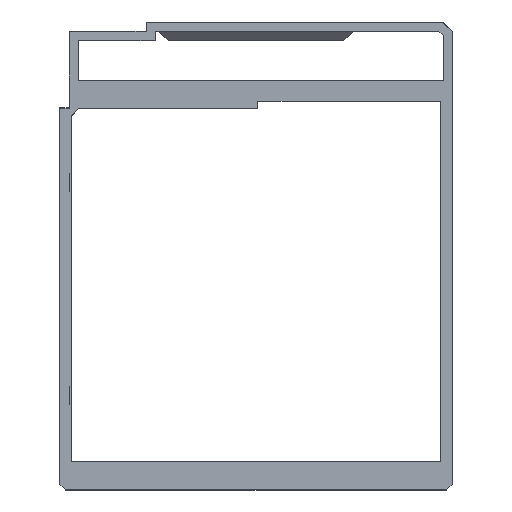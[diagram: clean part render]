
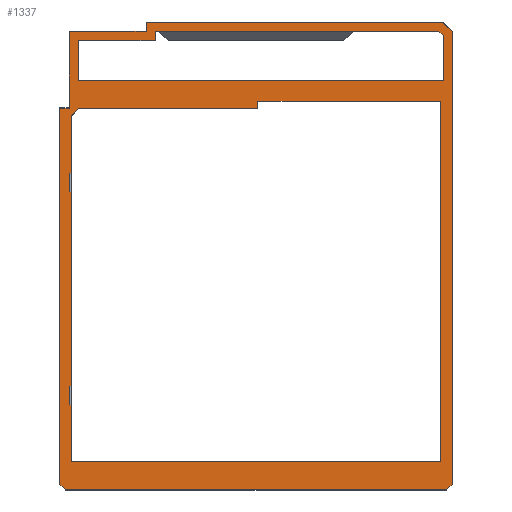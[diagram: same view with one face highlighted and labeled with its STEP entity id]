
A CAD part, top view. The second image highlights one B-rep face of the part: STEP entity #1337.
In plain terms, the highlighted planar face has unit normal (0, 0, 1).
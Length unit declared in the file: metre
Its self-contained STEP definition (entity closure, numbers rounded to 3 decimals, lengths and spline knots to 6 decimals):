
#72=ORIENTED_EDGE('',*,*,#462,.T.);
#73=ORIENTED_EDGE('',*,*,#463,.T.);
#74=ORIENTED_EDGE('',*,*,#434,.T.);
#75=ORIENTED_EDGE('',*,*,#464,.F.);
#76=ORIENTED_EDGE('',*,*,#465,.T.);
#77=ORIENTED_EDGE('',*,*,#466,.T.);
#78=ORIENTED_EDGE('',*,*,#430,.T.);
#79=ORIENTED_EDGE('',*,*,#467,.F.);
#80=ORIENTED_EDGE('',*,*,#468,.T.);
#81=ORIENTED_EDGE('',*,*,#469,.T.);
#82=ORIENTED_EDGE('',*,*,#470,.T.);
#83=ORIENTED_EDGE('',*,*,#471,.T.);
#84=ORIENTED_EDGE('',*,*,#472,.F.);
#85=ORIENTED_EDGE('',*,*,#422,.T.);
#86=ORIENTED_EDGE('',*,*,#473,.F.);
#87=ORIENTED_EDGE('',*,*,#474,.T.);
#88=ORIENTED_EDGE('',*,*,#475,.T.);
#89=ORIENTED_EDGE('',*,*,#476,.F.);
#90=ORIENTED_EDGE('',*,*,#477,.F.);
#91=ORIENTED_EDGE('',*,*,#478,.F.);
#92=ORIENTED_EDGE('',*,*,#479,.F.);
#93=ORIENTED_EDGE('',*,*,#480,.F.);
#94=ORIENTED_EDGE('',*,*,#481,.F.);
#95=ORIENTED_EDGE('',*,*,#482,.F.);
#96=ORIENTED_EDGE('',*,*,#483,.F.);
#97=ORIENTED_EDGE('',*,*,#484,.F.);
#98=ORIENTED_EDGE('',*,*,#485,.T.);
#99=ORIENTED_EDGE('',*,*,#486,.T.);
#100=ORIENTED_EDGE('',*,*,#487,.T.);
#101=ORIENTED_EDGE('',*,*,#412,.T.);
#102=ORIENTED_EDGE('',*,*,#488,.T.);
#103=ORIENTED_EDGE('',*,*,#489,.T.);
#104=ORIENTED_EDGE('',*,*,#490,.T.);
#412=EDGE_CURVE('',#610,#609,#741,.T.);
#422=EDGE_CURVE('',#620,#619,#751,.T.);
#430=EDGE_CURVE('',#628,#627,#759,.T.);
#434=EDGE_CURVE('',#616,#631,#763,.T.);
#462=EDGE_CURVE('',#655,#656,#791,.T.);
#463=EDGE_CURVE('',#656,#616,#792,.T.);
#464=EDGE_CURVE('',#657,#631,#793,.T.);
#465=EDGE_CURVE('',#657,#658,#794,.T.);
#466=EDGE_CURVE('',#658,#628,#795,.T.);
#467=EDGE_CURVE('',#659,#627,#796,.T.);
#468=EDGE_CURVE('',#659,#660,#797,.T.);
#469=EDGE_CURVE('',#660,#661,#798,.T.);
#470=EDGE_CURVE('',#661,#662,#799,.T.);
#471=EDGE_CURVE('',#662,#663,#800,.T.);
#472=EDGE_CURVE('',#620,#663,#801,.T.);
#473=EDGE_CURVE('',#655,#619,#802,.T.);
#474=EDGE_CURVE('',#664,#665,#803,.T.);
#475=EDGE_CURVE('',#665,#666,#804,.T.);
#476=EDGE_CURVE('',#667,#666,#805,.T.);
#477=EDGE_CURVE('',#668,#667,#806,.T.);
#478=EDGE_CURVE('',#669,#668,#807,.T.);
#479=EDGE_CURVE('',#670,#669,#808,.T.);
#480=EDGE_CURVE('',#671,#670,#809,.T.);
#481=EDGE_CURVE('',#672,#671,#810,.T.);
#482=EDGE_CURVE('',#673,#672,#811,.T.);
#483=EDGE_CURVE('',#674,#673,#812,.T.);
#484=EDGE_CURVE('',#664,#674,#813,.T.);
#485=EDGE_CURVE('',#675,#676,#814,.T.);
#486=EDGE_CURVE('',#676,#677,#815,.T.);
#487=EDGE_CURVE('',#677,#610,#816,.T.);
#488=EDGE_CURVE('',#609,#678,#817,.T.);
#489=EDGE_CURVE('',#678,#679,#818,.T.);
#490=EDGE_CURVE('',#679,#675,#819,.T.);
#609=VERTEX_POINT('',#1823);
#610=VERTEX_POINT('',#1825);
#616=VERTEX_POINT('',#1840);
#619=VERTEX_POINT('',#1845);
#620=VERTEX_POINT('',#1847);
#627=VERTEX_POINT('',#1861);
#628=VERTEX_POINT('',#1863);
#631=VERTEX_POINT('',#1869);
#655=VERTEX_POINT('',#1924);
#656=VERTEX_POINT('',#1925);
#657=VERTEX_POINT('',#1928);
#658=VERTEX_POINT('',#1930);
#659=VERTEX_POINT('',#1933);
#660=VERTEX_POINT('',#1935);
#661=VERTEX_POINT('',#1937);
#662=VERTEX_POINT('',#1939);
#663=VERTEX_POINT('',#1941);
#664=VERTEX_POINT('',#1945);
#665=VERTEX_POINT('',#1946);
#666=VERTEX_POINT('',#1948);
#667=VERTEX_POINT('',#1950);
#668=VERTEX_POINT('',#1952);
#669=VERTEX_POINT('',#1954);
#670=VERTEX_POINT('',#1956);
#671=VERTEX_POINT('',#1958);
#672=VERTEX_POINT('',#1960);
#673=VERTEX_POINT('',#1962);
#674=VERTEX_POINT('',#1964);
#675=VERTEX_POINT('',#1967);
#676=VERTEX_POINT('',#1968);
#677=VERTEX_POINT('',#1970);
#678=VERTEX_POINT('',#1973);
#679=VERTEX_POINT('',#1975);
#741=LINE('',#1824,#938);
#751=LINE('',#1846,#948);
#759=LINE('',#1862,#956);
#763=LINE('',#1870,#960);
#791=LINE('',#1923,#988);
#792=LINE('',#1926,#989);
#793=LINE('',#1927,#990);
#794=LINE('',#1929,#991);
#795=LINE('',#1931,#992);
#796=LINE('',#1932,#993);
#797=LINE('',#1934,#994);
#798=LINE('',#1936,#995);
#799=LINE('',#1938,#996);
#800=LINE('',#1940,#997);
#801=LINE('',#1942,#998);
#802=LINE('',#1943,#999);
#803=LINE('',#1944,#1000);
#804=LINE('',#1947,#1001);
#805=LINE('',#1949,#1002);
#806=LINE('',#1951,#1003);
#807=LINE('',#1953,#1004);
#808=LINE('',#1955,#1005);
#809=LINE('',#1957,#1006);
#810=LINE('',#1959,#1007);
#811=LINE('',#1961,#1008);
#812=LINE('',#1963,#1009);
#813=LINE('',#1965,#1010);
#814=LINE('',#1966,#1011);
#815=LINE('',#1969,#1012);
#816=LINE('',#1971,#1013);
#817=LINE('',#1972,#1014);
#818=LINE('',#1974,#1015);
#819=LINE('',#1976,#1016);
#938=VECTOR('',#1488,1.);
#948=VECTOR('',#1502,1.);
#956=VECTOR('',#1510,1.);
#960=VECTOR('',#1514,1.);
#988=VECTOR('',#1546,1.);
#989=VECTOR('',#1547,1.);
#990=VECTOR('',#1548,1.);
#991=VECTOR('',#1549,1.);
#992=VECTOR('',#1550,1.);
#993=VECTOR('',#1551,1.);
#994=VECTOR('',#1552,1.);
#995=VECTOR('',#1553,1.);
#996=VECTOR('',#1554,1.);
#997=VECTOR('',#1555,1.);
#998=VECTOR('',#1556,1.);
#999=VECTOR('',#1557,1.);
#1000=VECTOR('',#1558,1.);
#1001=VECTOR('',#1559,1.);
#1002=VECTOR('',#1560,1.);
#1003=VECTOR('',#1561,1.);
#1004=VECTOR('',#1562,1.);
#1005=VECTOR('',#1563,1.);
#1006=VECTOR('',#1564,1.);
#1007=VECTOR('',#1565,1.);
#1008=VECTOR('',#1566,1.);
#1009=VECTOR('',#1567,1.);
#1010=VECTOR('',#1568,1.);
#1011=VECTOR('',#1569,1.);
#1012=VECTOR('',#1570,1.);
#1013=VECTOR('',#1571,1.);
#1014=VECTOR('',#1572,1.);
#1015=VECTOR('',#1573,1.);
#1016=VECTOR('',#1574,1.);
#1134=EDGE_LOOP('',(#72,#73,#74,#75,#76,#77,#78,#79,#80,#81,#82,#83,#84,
#85,#86));
#1135=EDGE_LOOP('',(#87,#88,#89,#90,#91,#92,#93,#94,#95,#96,#97));
#1136=EDGE_LOOP('',(#98,#99,#100,#101,#102,#103,#104));
#1203=FACE_BOUND('',#1134,.T.);
#1204=FACE_BOUND('',#1135,.T.);
#1205=FACE_BOUND('',#1136,.T.);
#1271=PLANE('',#1416);
#1337=ADVANCED_FACE('',(#1203,#1204,#1205),#1271,.F.);
#1416=AXIS2_PLACEMENT_3D('',#1922,#1544,#1545);
#1488=DIRECTION('',(1.,0.,0.));
#1502=DIRECTION('',(0.,1.,0.));
#1510=DIRECTION('',(0.,1.,0.));
#1514=DIRECTION('',(0.,1.,0.));
#1544=DIRECTION('',(0.,0.,-1.));
#1545=DIRECTION('',(1.,0.,0.));
#1546=DIRECTION('',(0.,1.,0.));
#1547=DIRECTION('',(1.,0.,0.));
#1548=DIRECTION('',(1.,0.,0.));
#1549=DIRECTION('',(0.,1.,0.));
#1550=DIRECTION('',(1.,0.,0.));
#1551=DIRECTION('',(-0.707,-0.707,0.));
#1552=DIRECTION('',(1.,0.,0.));
#1553=DIRECTION('',(0.,1.,0.));
#1554=DIRECTION('',(1.,0.,0.));
#1555=DIRECTION('',(0.,-1.,0.));
#1556=DIRECTION('',(1.,0.,0.));
#1557=DIRECTION('',(1.,0.,0.));
#1558=DIRECTION('',(0.,1.,0.));
#1559=DIRECTION('',(-0.707,0.707,0.));
#1560=DIRECTION('',(1.,0.,0.));
#1561=DIRECTION('',(0.,1.,0.));
#1562=DIRECTION('',(1.,0.,0.));
#1563=DIRECTION('',(0.,1.,0.));
#1564=DIRECTION('',(1.,0.,0.));
#1565=DIRECTION('',(0.,1.,0.));
#1566=DIRECTION('',(-0.707,0.707,0.));
#1567=DIRECTION('',(-1.,0.,0.));
#1568=DIRECTION('',(-0.707,-0.707,0.));
#1569=DIRECTION('',(0.,1.,0.));
#1570=DIRECTION('',(1.,0.,0.));
#1571=DIRECTION('',(0.,1.,0.));
#1572=DIRECTION('',(0.707,-0.707,0.));
#1573=DIRECTION('',(0.,-1.,0.));
#1574=DIRECTION('',(-1.,0.,0.));
#1823=CARTESIAN_POINT('',(0.048476,0.04965,-0.013));
#1824=CARTESIAN_POINT('',(0.010872,0.04965,-0.013));
#1825=CARTESIAN_POINT('',(-0.026733,0.04965,-0.013));
#1840=CARTESIAN_POINT('',(-0.049,-0.0445,-0.013));
#1845=CARTESIAN_POINT('',(-0.049,-0.0495,-0.013));
#1846=CARTESIAN_POINT('',(-0.049,-0.018709,-0.013));
#1847=CARTESIAN_POINT('',(-0.049,-0.06455,-0.013));
#1861=CARTESIAN_POINT('',(-0.049,0.027133,-0.013));
#1862=CARTESIAN_POINT('',(-0.049,-0.018709,-0.013));
#1863=CARTESIAN_POINT('',(-0.049,0.012,-0.013));
#1869=CARTESIAN_POINT('',(-0.049,0.007,-0.013));
#1870=CARTESIAN_POINT('',(-0.049,-0.018709,-0.013));
#1922=CARTESIAN_POINT('',(0.,-0.01,-0.013));
#1923=CARTESIAN_POINT('',(-0.0495,-0.018709,-0.013));
#1924=CARTESIAN_POINT('',(-0.0495,-0.0495,-0.013));
#1925=CARTESIAN_POINT('',(-0.0495,-0.0445,-0.013));
#1926=CARTESIAN_POINT('',(-0.0495,-0.0445,-0.013));
#1927=CARTESIAN_POINT('',(-0.0495,0.007,-0.013));
#1928=CARTESIAN_POINT('',(-0.0495,0.007,-0.013));
#1929=CARTESIAN_POINT('',(-0.0495,-0.018709,-0.013));
#1930=CARTESIAN_POINT('',(-0.0495,0.012,-0.013));
#1931=CARTESIAN_POINT('',(-0.0495,0.012,-0.013));
#1932=CARTESIAN_POINT('',(-0.048,0.028133,-0.013));
#1933=CARTESIAN_POINT('',(-0.047,0.029133,-0.013));
#1934=CARTESIAN_POINT('',(-0.02325,0.029133,-0.013));
#1935=CARTESIAN_POINT('',(0.0005,0.029133,-0.013));
#1936=CARTESIAN_POINT('',(0.0005,0.030066,-0.013));
#1937=CARTESIAN_POINT('',(0.0005,0.031,-0.013));
#1938=CARTESIAN_POINT('',(0.02475,0.031,-0.013));
#1939=CARTESIAN_POINT('',(0.049,0.031,-0.013));
#1940=CARTESIAN_POINT('',(0.049,-0.016775,-0.013));
#1941=CARTESIAN_POINT('',(0.049,-0.06455,-0.013));
#1942=CARTESIAN_POINT('',(0.,-0.06455,-0.013));
#1943=CARTESIAN_POINT('',(-0.0495,-0.0495,-0.013));
#1944=CARTESIAN_POINT('',(0.05205,-0.0105,-0.013));
#1945=CARTESIAN_POINT('',(0.05205,-0.07047,-0.013));
#1946=CARTESIAN_POINT('',(0.05205,0.04947,-0.013));
#1947=CARTESIAN_POINT('',(0.05076,0.05076,-0.013));
#1948=CARTESIAN_POINT('',(0.04947,0.05205,-0.013));
#1949=CARTESIAN_POINT('',(0.010169,0.05205,-0.013));
#1950=CARTESIAN_POINT('',(-0.029133,0.05205,-0.013));
#1951=CARTESIAN_POINT('',(-0.029133,0.0508,-0.013));
#1952=CARTESIAN_POINT('',(-0.029133,0.04955,-0.013));
#1953=CARTESIAN_POINT('',(-0.039341,0.04955,-0.013));
#1954=CARTESIAN_POINT('',(-0.04955,0.04955,-0.013));
#1955=CARTESIAN_POINT('',(-0.04955,0.039341,-0.013));
#1956=CARTESIAN_POINT('',(-0.04955,0.029133,-0.013));
#1957=CARTESIAN_POINT('',(-0.0508,0.029133,-0.013));
#1958=CARTESIAN_POINT('',(-0.05205,0.029133,-0.013));
#1959=CARTESIAN_POINT('',(-0.05205,-0.020669,-0.013));
#1960=CARTESIAN_POINT('',(-0.05205,-0.07047,-0.013));
#1961=CARTESIAN_POINT('',(-0.05126,-0.07126,-0.013));
#1962=CARTESIAN_POINT('',(-0.05047,-0.07205,-0.013));
#1963=CARTESIAN_POINT('',(0.,-0.07205,-0.013));
#1964=CARTESIAN_POINT('',(0.05047,-0.07205,-0.013));
#1965=CARTESIAN_POINT('',(0.05126,-0.07126,-0.013));
#1966=CARTESIAN_POINT('',(-0.04715,0.04183,-0.013));
#1967=CARTESIAN_POINT('',(-0.04715,0.03651,-0.013));
#1968=CARTESIAN_POINT('',(-0.04715,0.04715,-0.013));
#1969=CARTESIAN_POINT('',(-0.036941,0.04715,-0.013));
#1970=CARTESIAN_POINT('',(-0.026733,0.04715,-0.013));
#1971=CARTESIAN_POINT('',(-0.026733,0.0484,-0.013));
#1972=CARTESIAN_POINT('',(0.049063,0.049063,-0.013));
#1973=CARTESIAN_POINT('',(0.04965,0.048476,-0.013));
#1974=CARTESIAN_POINT('',(0.04965,0.042493,-0.013));
#1975=CARTESIAN_POINT('',(0.04965,0.03651,-0.013));
#1976=CARTESIAN_POINT('',(0.00125,0.03651,-0.013));
